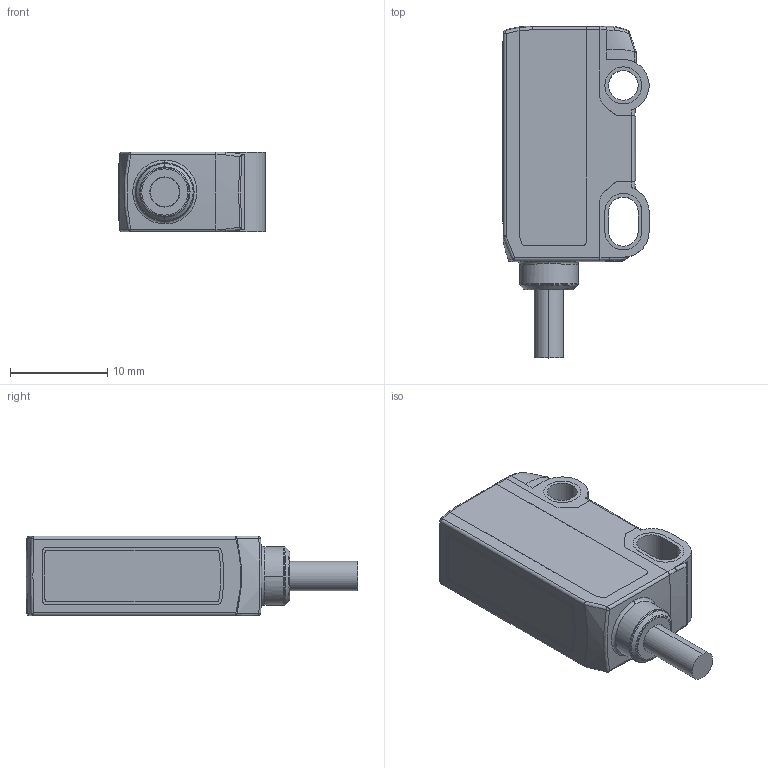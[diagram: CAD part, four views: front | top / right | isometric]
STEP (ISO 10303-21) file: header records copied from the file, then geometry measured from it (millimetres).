
FILE_DESCRIPTION (( 'STEP AP214' ), '1' );
FILE_NAME ('OS22-YS.STEP', '2025-11-13T09:04:33', ( '' ), ( '' ), 'SwSTEP 2.0', 'SolidWorks 2023', '' );
FILE_SCHEMA (( 'AUTOMOTIVE_DESIGN' ));
Length unit declared in the file: millimetre
Products named in the file (1): OS22-YS
Bounding box: 15.03 x 34.11 x 8.2 mm (x, y, z)
Volume: 2909.9 mm3; surface area: 2902.1 mm2
Topology: 6 solids, 7 shells, 278 faces, 711 edges, 450 vertices
Faces by surface type: plane 112, cylinder 75, bspline 50, cone 24, torus 11, sphere 6
Entity records: 13471 total; most frequent: CARTESIAN_POINT 5546, ORIENTED_EDGE 1418, DIRECTION 1098, EDGE_CURVE 709, VERTEX_POINT 450, AXIS2_PLACEMENT_3D 398, VECTOR 302, LINE 302
